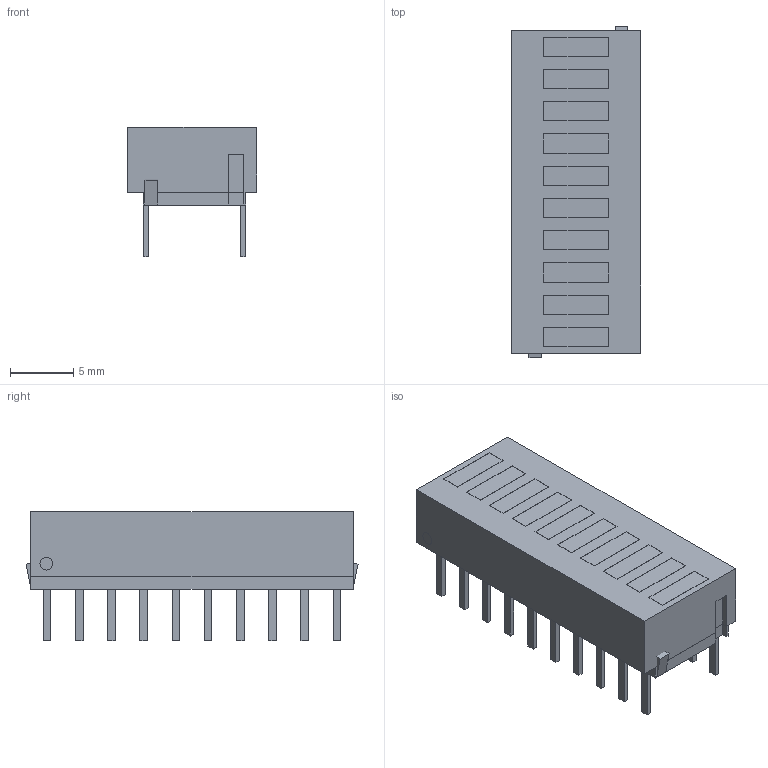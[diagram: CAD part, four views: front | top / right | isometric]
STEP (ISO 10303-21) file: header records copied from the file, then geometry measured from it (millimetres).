
FILE_DESCRIPTION(('FreeCAD Model'),'2;1');
FILE_NAME('Cylinder_sp.step','2017-07-01T12:56:37',('kicad StepUp'),('ksu MCAD'), 'Open CASCADE STEP processor 7.1','FreeCAD','Unknown');
FILE_SCHEMA(('AUTOMOTIVE_DESIGN { 1 0 10303 214 1 1 1 1 }'));
Length unit declared in the file: millimetre
Products named in the file (1): Cylinder_sp
Bounding box: 10.17 x 26.16 x 10.18 mm (x, y, z)
Volume: 1545.5 mm3; surface area: 2913 mm2
Topology: 35 solids, 35 shells, 263 faces, 579 edges, 386 vertices
Faces by surface type: plane 262, cylinder 1
Full cylindrical faces by diameter (mm): 1 x1
Entity records: 8903 total; most frequent: CARTESIAN_POINT 1229, ORIENTED_EDGE 1158, DIRECTION 1109, EDGE_CURVE 579, LINE 577, VECTOR 577, VERTEX_POINT 386, FACE_BOUND 283
